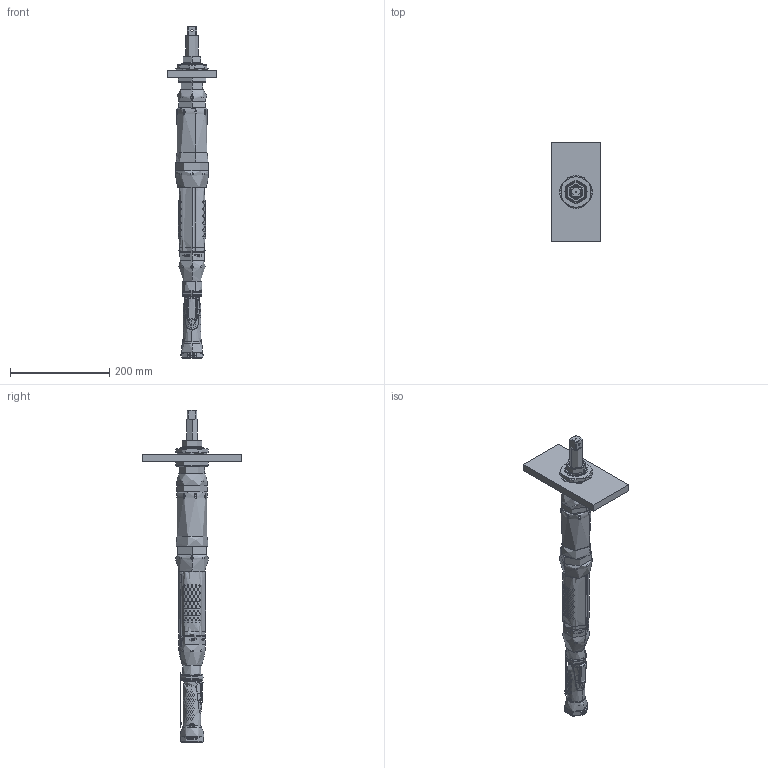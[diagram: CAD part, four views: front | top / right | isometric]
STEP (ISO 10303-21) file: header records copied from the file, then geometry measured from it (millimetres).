
FILE_DESCRIPTION((''),'2;1');
FILE_NAME('8433218255_SW','2008-04-10T',('toocsr'),(''),'PRO/ENGINEER BY PARAMETRIC TECHNOLOGY CORPORATION, 2007370','PRO/ENGINEER BY PARAMETRIC TECHNOLOGY CORPORATION, 2007370','');
FILE_SCHEMA(('CONFIG_CONTROL_DESIGN', 'GEOMETRIC_VALIDATION_PROPERTIES_MIM'));
Products named in the file (1): 8433218255_SW
Bounding box: 100 x 200 x 667.5 mm (x, y, z)
Topology: 0 solids, 254 shells, 472 faces, 5017 edges, 4755 vertices
Faces by surface type: cylinder 197, torus 77, cone 75, bspline 54, plane 54, revolution 14, sphere 1
Full cylindrical faces by diameter (mm): 1 x2
Entity records: 73037 total; most frequent: CARTESIAN_POINT 43583, ORIENTED_EDGE 5432, EDGE_CURVE 5018, VERTEX_POINT 4758, B_SPLINE_CURVE_WITH_KNOTS 3884, DIRECTION 2708, AXIS2_PLACEMENT_3D 1156, CIRCLE 762
